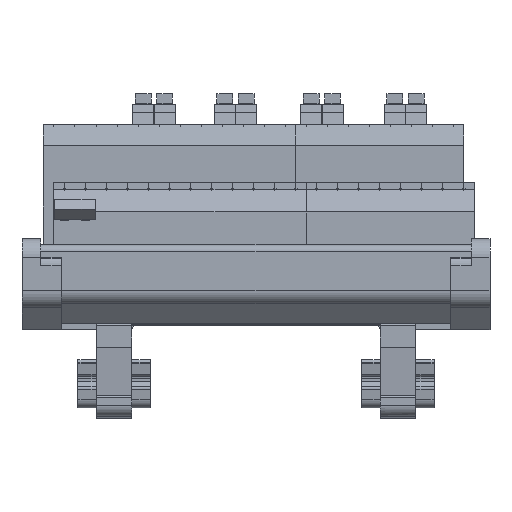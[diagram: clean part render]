
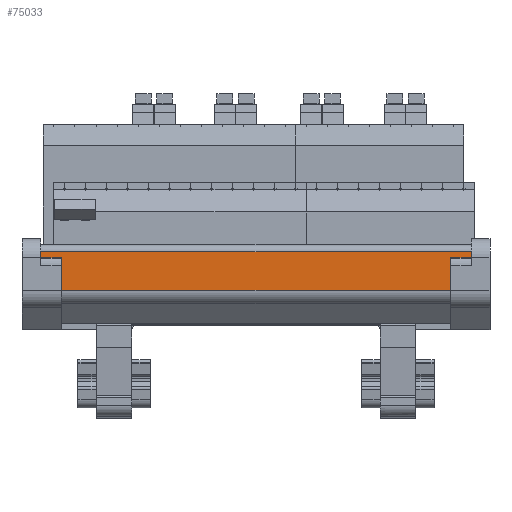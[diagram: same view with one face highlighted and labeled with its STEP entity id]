
A CAD part, front view. The second image highlights one B-rep face of the part: STEP entity #75033.
In plain terms, the highlighted planar face has unit normal (0, -1, 0).
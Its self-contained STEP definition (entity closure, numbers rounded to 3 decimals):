
#74989=AXIS2_PLACEMENT_3D('Plane Axis2P3D',#74986,#74987,#74988) ;
#12116=CARTESIAN_POINT('Vertex',(4.5,2.099,38.052)) ;
#12604=CARTESIAN_POINT('Vertex',(108.5,2.099,38.052)) ;
#32847=CARTESIAN_POINT('Vertex',(4.5,2.099,36.552)) ;
#32915=CARTESIAN_POINT('Vertex',(4.5,2.099,30.973)) ;
#32918=CARTESIAN_POINT('Line Origine',(4.5,2.099,33.763)) ;
#40892=CARTESIAN_POINT('Vertex',(108.5,2.099,36.552)) ;
#74544=CARTESIAN_POINT('Vertex',(4.5,2.099,40.202)) ;
#74547=CARTESIAN_POINT('Line Origine',(0.,2.099,40.202)) ;
#74551=CARTESIAN_POINT('Vertex',(108.5,2.099,40.202)) ;
#74986=CARTESIAN_POINT('Axis2P3D Location',(0.,2.099,30.973)) ;
#74991=CARTESIAN_POINT('Line Origine',(56.5,2.099,30.973)) ;
#74995=CARTESIAN_POINT('Vertex',(108.5,2.099,30.973)) ;
#74998=CARTESIAN_POINT('Line Origine',(108.5,2.099,33.763)) ;
#75003=CARTESIAN_POINT('Line Origine',(108.5,2.099,37.302)) ;
#75008=CARTESIAN_POINT('Line Origine',(108.5,2.099,39.127)) ;
#75013=CARTESIAN_POINT('Line Origine',(4.5,2.099,39.127)) ;
#75018=CARTESIAN_POINT('Line Origine',(4.5,2.099,37.302)) ;
#32919=DIRECTION('Vector Direction',(0.,0.,1.)) ;
#74548=DIRECTION('Vector Direction',(1.,0.,0.)) ;
#74987=DIRECTION('Axis2P3D Direction',(0.,1.,0.)) ;
#74988=DIRECTION('Axis2P3D XDirection',(-1.,0.,0.)) ;
#74992=DIRECTION('Vector Direction',(1.,0.,0.)) ;
#74999=DIRECTION('Vector Direction',(0.,0.,1.)) ;
#75004=DIRECTION('Vector Direction',(0.,0.,1.)) ;
#75009=DIRECTION('Vector Direction',(0.,0.,1.)) ;
#75014=DIRECTION('Vector Direction',(0.,0.,1.)) ;
#75019=DIRECTION('Vector Direction',(0.,0.,1.)) ;
#32920=VECTOR('Line Direction',#32919,1.) ;
#74549=VECTOR('Line Direction',#74548,1.) ;
#74993=VECTOR('Line Direction',#74992,1.) ;
#75000=VECTOR('Line Direction',#74999,1.) ;
#75005=VECTOR('Line Direction',#75004,1.) ;
#75010=VECTOR('Line Direction',#75009,1.) ;
#75015=VECTOR('Line Direction',#75014,1.) ;
#75020=VECTOR('Line Direction',#75019,1.) ;
#75024=ORIENTED_EDGE('',*,*,#32922,.F.) ;
#75025=ORIENTED_EDGE('',*,*,#74997,.T.) ;
#75026=ORIENTED_EDGE('',*,*,#75002,.T.) ;
#75027=ORIENTED_EDGE('',*,*,#75007,.T.) ;
#75028=ORIENTED_EDGE('',*,*,#75012,.T.) ;
#75029=ORIENTED_EDGE('',*,*,#74553,.F.) ;
#75030=ORIENTED_EDGE('',*,*,#75017,.F.) ;
#75031=ORIENTED_EDGE('',*,*,#75022,.F.) ;
#75033=ADVANCED_FACE('NONE',(#75032),#74990,.F.) ;
#32922=EDGE_CURVE('',#32916,#32848,#32921,.T.) ;
#74553=EDGE_CURVE('',#74545,#74552,#74550,.T.) ;
#74997=EDGE_CURVE('',#32916,#74996,#74994,.T.) ;
#75002=EDGE_CURVE('',#74996,#40893,#75001,.T.) ;
#75007=EDGE_CURVE('',#40893,#12605,#75006,.T.) ;
#75012=EDGE_CURVE('',#12605,#74552,#75011,.T.) ;
#75017=EDGE_CURVE('',#12117,#74545,#75016,.T.) ;
#75022=EDGE_CURVE('',#32848,#12117,#75021,.T.) ;
#75023=EDGE_LOOP('',(#75024,#75025,#75026,#75027,#75028,#75029,#75030,#75031)) ;
#75032=FACE_OUTER_BOUND('',#75023,.T.) ;
#32921=LINE('Line',#32918,#32920) ;
#74550=LINE('Line',#74547,#74549) ;
#74994=LINE('Line',#74991,#74993) ;
#75001=LINE('Line',#74998,#75000) ;
#75006=LINE('Line',#75003,#75005) ;
#75011=LINE('Line',#75008,#75010) ;
#75016=LINE('Line',#75013,#75015) ;
#75021=LINE('Line',#75018,#75020) ;
#74990=PLANE('',#74989) ;
#12117=VERTEX_POINT('',#12116) ;
#12605=VERTEX_POINT('',#12604) ;
#32848=VERTEX_POINT('',#32847) ;
#32916=VERTEX_POINT('',#32915) ;
#40893=VERTEX_POINT('',#40892) ;
#74545=VERTEX_POINT('',#74544) ;
#74552=VERTEX_POINT('',#74551) ;
#74996=VERTEX_POINT('',#74995) ;
